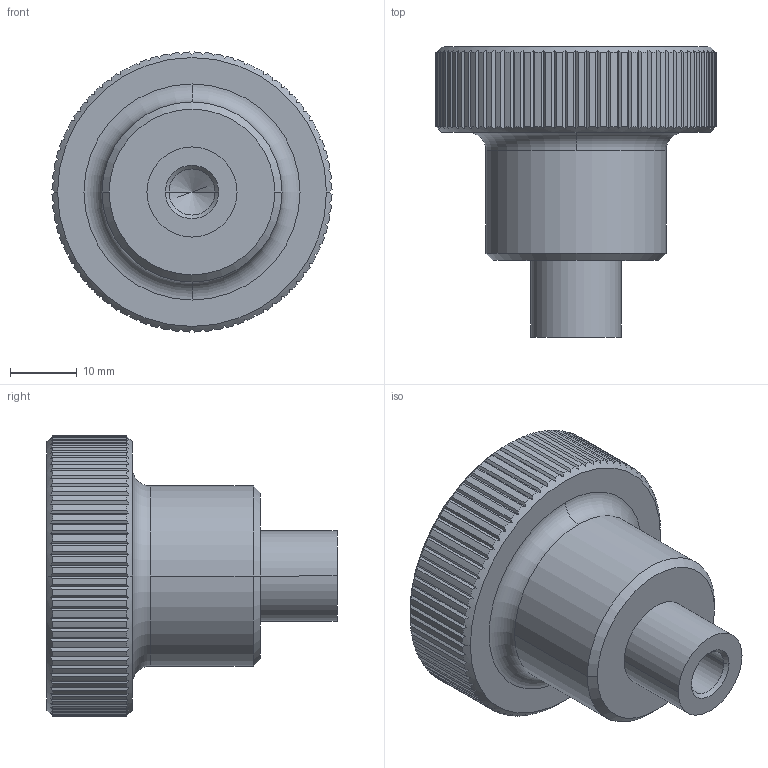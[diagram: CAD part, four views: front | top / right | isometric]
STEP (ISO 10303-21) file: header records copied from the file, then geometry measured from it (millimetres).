
FILE_DESCRIPTION(('STEP AP214'),'1');
FILE_NAME('HALDERN_EH_24710_0032.stp','2017-08-10T07:33:59',('TraceParts'),('TraceParts S.A.'),'Spatial InterOp 3D',' ',' ');
FILE_SCHEMA(('automotive_design'));
Length unit declared in the file: millimetre
Products named in the file (2): HALDERN_EH_24710_0032_1; HALDERN_EH_24710_0032_2
Bounding box: 41.99 x 43.5 x 41.99 mm (x, y, z)
Volume: 29707.5 mm3; surface area: 9171.5 mm2
Topology: 2 solids, 2 shells, 274 faces, 787 edges, 520 vertices
Faces by surface type: plane 168, cylinder 92, cone 12, torus 2
Entity records: 10853 total; most frequent: CARTESIAN_POINT 2221, ORIENTED_EDGE 1570, DIRECTION 1218, EDGE_CURVE 785, VERTEX_POINT 520, AXIS2_PLACEMENT_3D 477, EDGE_LOOP 279, STYLED_ITEM 274
